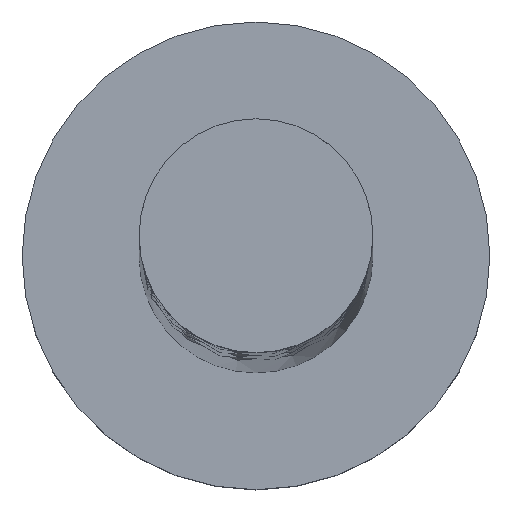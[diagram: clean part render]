
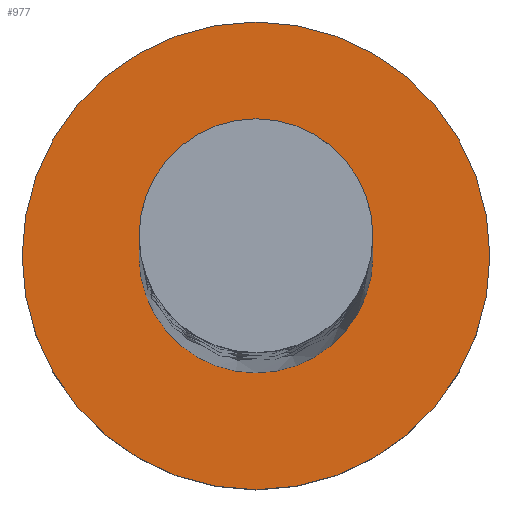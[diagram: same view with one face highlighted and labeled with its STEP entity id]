
A CAD part, top view. The second image highlights one B-rep face of the part: STEP entity #977.
In plain terms, the highlighted planar face has unit normal (0, 0, 1).
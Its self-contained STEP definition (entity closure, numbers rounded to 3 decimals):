
#13 = CARTESIAN_POINT ( 'NONE',  ( -5., 0., 3. ) ) ;
#18 = VERTEX_POINT ( 'NONE', #13 ) ;
#55 = EDGE_CURVE ( 'NONE', #1139, #1551, #502, .T. ) ;
#169 = DIRECTION ( 'NONE',  ( 1., 0., 0. ) ) ;
#245 = CARTESIAN_POINT ( 'NONE',  ( 5., 0., 3. ) ) ;
#274 = ORIENTED_EDGE ( 'NONE', *, *, #377, .F. ) ;
#351 = DIRECTION ( 'NONE',  ( 1., 0., 0. ) ) ;
#377 = EDGE_CURVE ( 'NONE', #1551, #1139, #1683, .T. ) ;
#470 = EDGE_CURVE ( 'NONE', #1608, #18, #816, .T. ) ;
#502 = CIRCLE ( 'NONE', #1450, 2.5 ) ;
#565 = AXIS2_PLACEMENT_3D ( 'NONE', #1771, #1349, #351 ) ;
#597 = AXIS2_PLACEMENT_3D ( 'NONE', #1547, #1681, #984 ) ;
#629 = DIRECTION ( 'NONE',  ( 1., 0., 0. ) ) ;
#785 = PLANE ( 'NONE',  #565 ) ;
#794 = CARTESIAN_POINT ( 'NONE',  ( -2.5, 0., 3. ) ) ;
#816 = CIRCLE ( 'NONE', #597, 5. ) ;
#838 = EDGE_LOOP ( 'NONE', ( #957, #1288 ) ) ;
#904 = EDGE_CURVE ( 'NONE', #18, #1608, #1032, .T. ) ;
#957 = ORIENTED_EDGE ( 'NONE', *, *, #904, .T. ) ;
#977 = ADVANCED_FACE ( 'NONE', ( #1200, #1757 ), #785, .T. ) ;
#984 = DIRECTION ( 'NONE',  ( 1., 0., 0. ) ) ;
#1032 = CIRCLE ( 'NONE', #1354, 5. ) ;
#1139 = VERTEX_POINT ( 'NONE', #1569 ) ;
#1187 = CARTESIAN_POINT ( 'NONE',  ( 0., 0., 3. ) ) ;
#1200 = FACE_BOUND ( 'NONE', #1298, .T. ) ;
#1288 = ORIENTED_EDGE ( 'NONE', *, *, #470, .T. ) ;
#1298 = EDGE_LOOP ( 'NONE', ( #274, #1612 ) ) ;
#1319 = DIRECTION ( 'NONE',  ( 0., 0., 1. ) ) ;
#1349 = DIRECTION ( 'NONE',  ( 0., 0., 1. ) ) ;
#1354 = AXIS2_PLACEMENT_3D ( 'NONE', #1187, #1487, #629 ) ;
#1368 = CARTESIAN_POINT ( 'NONE',  ( 0., 0., 3. ) ) ;
#1441 = CARTESIAN_POINT ( 'NONE',  ( 0., 0., 3. ) ) ;
#1450 = AXIS2_PLACEMENT_3D ( 'NONE', #1441, #1319, #169 ) ;
#1487 = DIRECTION ( 'NONE',  ( 0., 0., 1. ) ) ;
#1502 = AXIS2_PLACEMENT_3D ( 'NONE', #1368, #1677, #1803 ) ;
#1547 = CARTESIAN_POINT ( 'NONE',  ( 0., 0., 3. ) ) ;
#1551 = VERTEX_POINT ( 'NONE', #794 ) ;
#1569 = CARTESIAN_POINT ( 'NONE',  ( 2.5, 0., 3. ) ) ;
#1608 = VERTEX_POINT ( 'NONE', #245 ) ;
#1612 = ORIENTED_EDGE ( 'NONE', *, *, #55, .F. ) ;
#1677 = DIRECTION ( 'NONE',  ( 0., 0., 1. ) ) ;
#1681 = DIRECTION ( 'NONE',  ( 0., 0., 1. ) ) ;
#1683 = CIRCLE ( 'NONE', #1502, 2.5 ) ;
#1757 = FACE_OUTER_BOUND ( 'NONE', #838, .T. ) ;
#1771 = CARTESIAN_POINT ( 'NONE',  ( 0., 0., 3. ) ) ;
#1803 = DIRECTION ( 'NONE',  ( 1., 0., 0. ) ) ;
